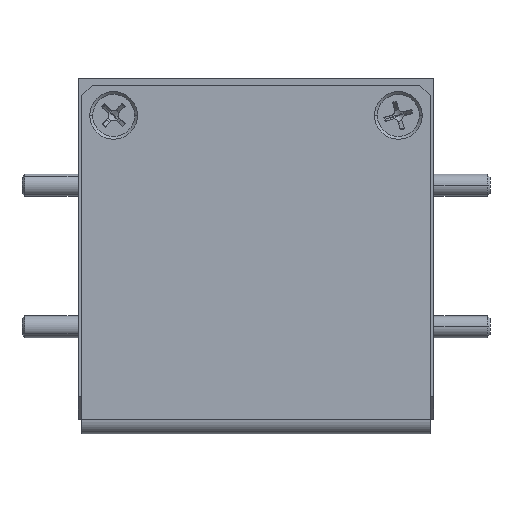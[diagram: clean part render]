
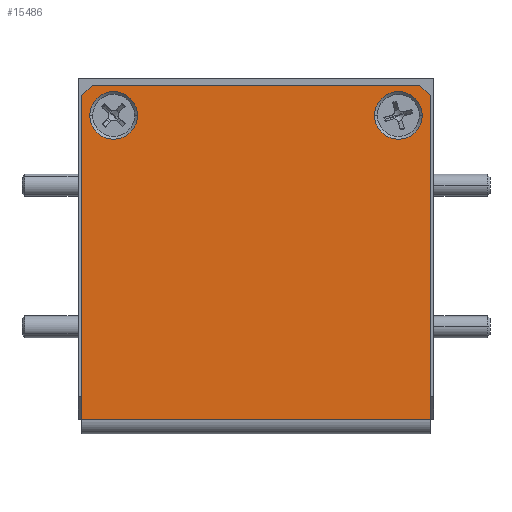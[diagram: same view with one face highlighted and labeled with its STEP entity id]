
A CAD part, front view. The second image highlights one B-rep face of the part: STEP entity #15486.
In plain terms, the highlighted planar face has unit normal (0, -1, 0).
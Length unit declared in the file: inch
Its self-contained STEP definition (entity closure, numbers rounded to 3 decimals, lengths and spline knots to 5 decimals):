
#141 = DIRECTION ( 'NONE',  ( 0., 0., -1. ) ) ;
#620 = EDGE_CURVE ( 'NONE', #12215, #10880, #17338, .T. ) ;
#739 = ORIENTED_EDGE ( 'NONE', *, *, #7484, .F. ) ;
#1013 = CARTESIAN_POINT ( 'NONE',  ( 0., -0.4252, -0.02 ) ) ;
#1022 = CARTESIAN_POINT ( 'NONE',  ( -0.49, -0.4252, -0.96063 ) ) ;
#1378 = EDGE_CURVE ( 'NONE', #11582, #12215, #11374, .T. ) ;
#1437 = CARTESIAN_POINT ( 'NONE',  ( -0.33307, -0.4252, -0.105 ) ) ;
#1546 = VERTEX_POINT ( 'NONE', #2185 ) ;
#1600 = PLANE ( 'NONE',  #14246 ) ;
#1703 = DIRECTION ( 'NONE',  ( 0., -1., 0. ) ) ;
#1804 = EDGE_CURVE ( 'NONE', #4266, #8333, #10428, .T. ) ;
#1890 = LINE ( 'NONE', #1995, #18161 ) ;
#1995 = CARTESIAN_POINT ( 'NONE',  ( 0.3525, -0.4252, 0.0875 ) ) ;
#2018 = CARTESIAN_POINT ( 'NONE',  ( 0.4, -0.4252, -0.105 ) ) ;
#2185 = CARTESIAN_POINT ( 'NONE',  ( -0.46, -0.4252, -0.02 ) ) ;
#2198 = EDGE_CURVE ( 'NONE', #8333, #4266, #11609, .T. ) ;
#2431 = ORIENTED_EDGE ( 'NONE', *, *, #1378, .F. ) ;
#2956 = ORIENTED_EDGE ( 'NONE', *, *, #13389, .T. ) ;
#3366 = EDGE_CURVE ( 'NONE', #3375, #11582, #11892, .T. ) ;
#3375 = VERTEX_POINT ( 'NONE', #4071 ) ;
#3858 = CARTESIAN_POINT ( 'NONE',  ( -0.4, -0.4252, -0.105 ) ) ;
#4071 = CARTESIAN_POINT ( 'NONE',  ( 0.49, -0.4252, -0.05 ) ) ;
#4266 = VERTEX_POINT ( 'NONE', #7868 ) ;
#4769 = CARTESIAN_POINT ( 'NONE',  ( 0.46693, -0.4252, -0.105 ) ) ;
#4951 = EDGE_CURVE ( 'NONE', #14043, #13369, #5285, .T. ) ;
#5262 = DIRECTION ( 'NONE',  ( -1., 0., 0. ) ) ;
#5285 = CIRCLE ( 'NONE', #16303, 0.06693 ) ;
#5331 = DIRECTION ( 'NONE',  ( -1., 0., 0. ) ) ;
#5439 = ORIENTED_EDGE ( 'NONE', *, *, #3366, .F. ) ;
#5519 = DIRECTION ( 'NONE',  ( 0., 0., 1. ) ) ;
#5522 = CARTESIAN_POINT ( 'NONE',  ( -0.4, -0.4252, -0.105 ) ) ;
#5527 = EDGE_LOOP ( 'NONE', ( #739, #17321, #2431, #5439, #16323, #2956 ) ) ;
#5947 = EDGE_CURVE ( 'NONE', #14845, #3375, #1890, .T. ) ;
#6079 = DIRECTION ( 'NONE',  ( 0.707, 0., 0.707 ) ) ;
#6391 = CARTESIAN_POINT ( 'NONE',  ( -0.3525, -0.4252, 0.0875 ) ) ;
#6489 = LINE ( 'NONE', #6391, #16027 ) ;
#6677 = AXIS2_PLACEMENT_3D ( 'NONE', #5522, #17438, #12949 ) ;
#7353 = VECTOR ( 'NONE', #19263, 39.37008 ) ;
#7475 = ORIENTED_EDGE ( 'NONE', *, *, #2198, .T. ) ;
#7484 = EDGE_CURVE ( 'NONE', #10880, #1546, #6489, .T. ) ;
#7868 = CARTESIAN_POINT ( 'NONE',  ( 0.33307, -0.4252, -0.105 ) ) ;
#8333 = VERTEX_POINT ( 'NONE', #4769 ) ;
#8433 = CARTESIAN_POINT ( 'NONE',  ( -0.46693, -0.4252, -0.105 ) ) ;
#8759 = ORIENTED_EDGE ( 'NONE', *, *, #4951, .T. ) ;
#9836 = DIRECTION ( 'NONE',  ( -1., 0., 0. ) ) ;
#9949 = DIRECTION ( 'NONE',  ( 0., 1., 0. ) ) ;
#10428 = CIRCLE ( 'NONE', #14803, 0.06693 ) ;
#10460 = EDGE_LOOP ( 'NONE', ( #12362, #7475 ) ) ;
#10511 = CARTESIAN_POINT ( 'NONE',  ( 0., -0.4252, -0.02 ) ) ;
#10880 = VERTEX_POINT ( 'NONE', #13689 ) ;
#11234 = VECTOR ( 'NONE', #5331, 39.37008 ) ;
#11374 = LINE ( 'NONE', #12851, #11234 ) ;
#11582 = VERTEX_POINT ( 'NONE', #14025 ) ;
#11609 = CIRCLE ( 'NONE', #17858, 0.06693 ) ;
#11742 = EDGE_CURVE ( 'NONE', #13369, #14043, #14540, .T. ) ;
#11892 = LINE ( 'NONE', #13204, #7353 ) ;
#12215 = VERTEX_POINT ( 'NONE', #1022 ) ;
#12362 = ORIENTED_EDGE ( 'NONE', *, *, #1804, .T. ) ;
#12851 = CARTESIAN_POINT ( 'NONE',  ( 0., -0.4252, -0.96063 ) ) ;
#12949 = DIRECTION ( 'NONE',  ( -1., 0., 0. ) ) ;
#13204 = CARTESIAN_POINT ( 'NONE',  ( 0.49, -0.4252, -0.96063 ) ) ;
#13369 = VERTEX_POINT ( 'NONE', #8433 ) ;
#13389 = EDGE_CURVE ( 'NONE', #14845, #1546, #18638, .T. ) ;
#13535 = ORIENTED_EDGE ( 'NONE', *, *, #11742, .T. ) ;
#13659 = FACE_BOUND ( 'NONE', #17230, .T. ) ;
#13689 = CARTESIAN_POINT ( 'NONE',  ( -0.49, -0.4252, -0.05 ) ) ;
#13934 = DIRECTION ( 'NONE',  ( 0.707, 0., -0.707 ) ) ;
#14025 = CARTESIAN_POINT ( 'NONE',  ( 0.49, -0.4252, -0.96063 ) ) ;
#14043 = VERTEX_POINT ( 'NONE', #1437 ) ;
#14246 = AXIS2_PLACEMENT_3D ( 'NONE', #10511, #1703, #141 ) ;
#14540 = CIRCLE ( 'NONE', #6677, 0.06693 ) ;
#14803 = AXIS2_PLACEMENT_3D ( 'NONE', #18093, #15167, #15280 ) ;
#14845 = VERTEX_POINT ( 'NONE', #17415 ) ;
#15167 = DIRECTION ( 'NONE',  ( 0., 1., 0. ) ) ;
#15280 = DIRECTION ( 'NONE',  ( -1., 0., 0. ) ) ;
#15486 = ADVANCED_FACE ( 'NONE', ( #13659, #16790, #18046 ), #1600, .T. ) ;
#15636 = DIRECTION ( 'NONE',  ( -1., 0., 0. ) ) ;
#16027 = VECTOR ( 'NONE', #6079, 39.37008 ) ;
#16303 = AXIS2_PLACEMENT_3D ( 'NONE', #3858, #9949, #5262 ) ;
#16323 = ORIENTED_EDGE ( 'NONE', *, *, #5947, .F. ) ;
#16790 = FACE_BOUND ( 'NONE', #10460, .T. ) ;
#17230 = EDGE_LOOP ( 'NONE', ( #13535, #8759 ) ) ;
#17321 = ORIENTED_EDGE ( 'NONE', *, *, #620, .F. ) ;
#17338 = LINE ( 'NONE', #19117, #18014 ) ;
#17415 = CARTESIAN_POINT ( 'NONE',  ( 0.46, -0.4252, -0.02 ) ) ;
#17438 = DIRECTION ( 'NONE',  ( 0., 1., 0. ) ) ;
#17858 = AXIS2_PLACEMENT_3D ( 'NONE', #2018, #18763, #15636 ) ;
#18014 = VECTOR ( 'NONE', #5519, 39.37008 ) ;
#18046 = FACE_OUTER_BOUND ( 'NONE', #5527, .T. ) ;
#18093 = CARTESIAN_POINT ( 'NONE',  ( 0.4, -0.4252, -0.105 ) ) ;
#18161 = VECTOR ( 'NONE', #13934, 39.37008 ) ;
#18638 = LINE ( 'NONE', #1013, #18702 ) ;
#18702 = VECTOR ( 'NONE', #9836, 39.37008 ) ;
#18763 = DIRECTION ( 'NONE',  ( 0., 1., 0. ) ) ;
#19117 = CARTESIAN_POINT ( 'NONE',  ( -0.49, -0.4252, -0.96063 ) ) ;
#19263 = DIRECTION ( 'NONE',  ( 0., 0., -1. ) ) ;
